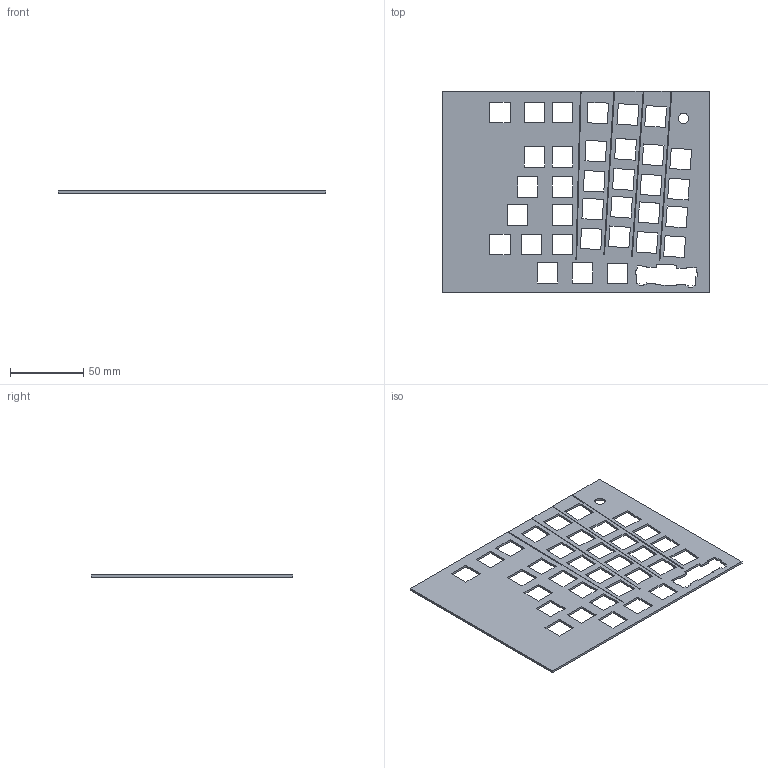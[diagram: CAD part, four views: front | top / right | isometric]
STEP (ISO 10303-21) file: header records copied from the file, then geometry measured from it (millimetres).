
FILE_DESCRIPTION(('FreeCAD Model'),'2;1');
FILE_NAME('Open CASCADE Shape Model','2023-07-15T21:54:09',(''),(''), 'Open CASCADE STEP processor 7.6','FreeCAD','Unknown');
FILE_SCHEMA(('AUTOMOTIVE_DESIGN { 1 0 10303 214 1 1 1 1 }'));
Length unit declared in the file: millimetre
Products named in the file (1): LeftPlate
Bounding box: 183.14 x 138.01 x 1.5 mm (x, y, z)
Volume: 26749.6 mm3; surface area: 41070.8 mm2
Topology: 1 solids, 1 shells, 195 faces, 579 edges, 386 vertices
Faces by surface type: plane 190, cylinder 5
Full cylindrical faces by diameter (mm): 7.05 x1
Entity records: 14096 total; most frequent: CARTESIAN_POINT 2319, DIRECTION 2139, LINE 1717, VECTOR 1717, ORIENTED_EDGE 1158, PCURVE 1158, DEFINITIONAL_REPRESENTATION 1158, EDGE_CURVE 579
